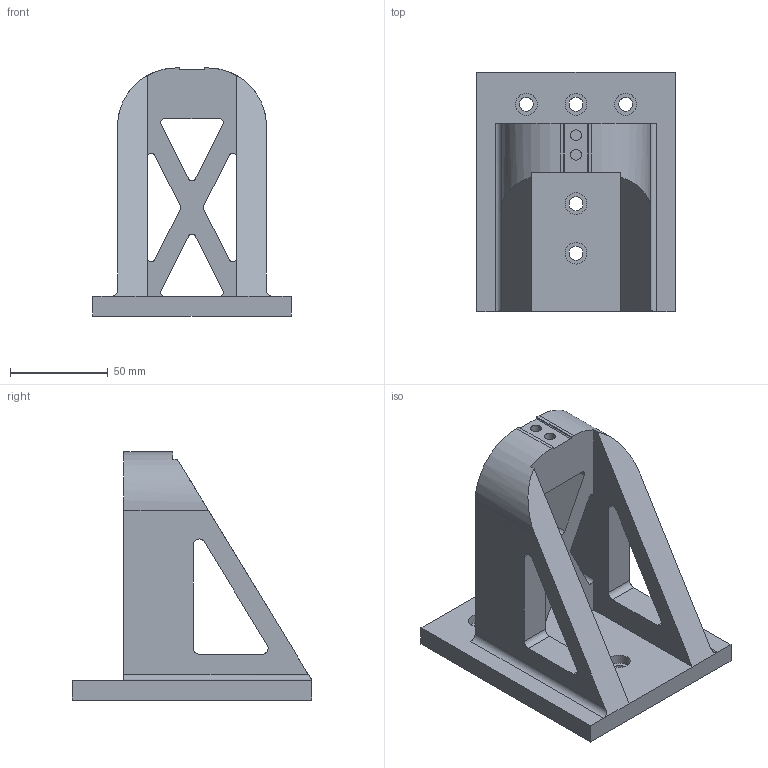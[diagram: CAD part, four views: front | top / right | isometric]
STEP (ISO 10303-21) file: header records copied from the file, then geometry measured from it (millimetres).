
FILE_DESCRIPTION(/* description */ ('STEP AP242 Edition 2','CAx-IF Rec.Pracs.---Representation and Presentation of Product Manufacturing Information (PMI)---4.0---2014-10-13','CAx-IF Rec.Pracs.---3D Tessellated Geometry---0.4---2014-09-14','2;1','CAx-IF Rec.Pracs.---User Defined Attributes---1.5---2016-08-15'),/* implementation_level */ '2;1');
FILE_NAME(/* name */ '6986a6f049af1872e859cd78',/* time_stamp */ '2026-02-07T02:44:00Z',/* author */ (''),/* organization */ (''),/* preprocessor_version */ 'ST-DEVELOPER v20',/* originating_system */ 'ONSHAPE BY PTC INC, 1.210',/* authorisation */ ' ');
FILE_SCHEMA (('AP242_MANAGED_MODEL_BASED_3D_ENGINEERING_MIM_LF { 1 0 10303 442 3 1 4 }'));
Length unit declared in the file: metre
Products named in the file (1): Load Cell Mount
Bounding box: 101.6 x 122.7 x 127 mm (x, y, z)
Volume: 362998.6 mm3; surface area: 74306.7 mm2
Topology: 1 solids, 1 shells, 77 faces, 212 edges, 140 vertices
Faces by surface type: plane 41, cylinder 36
Full cylindrical faces by diameter (mm): 5.6 x2, 7.137 x5, 11.125 x5
Entity records: 2474 total; most frequent: DIRECTION 430, CARTESIAN_POINT 418, ORIENTED_EDGE 400, EDGE_CURVE 200, AXIS2_PLACEMENT_3D 152, VERTEX_POINT 140, LINE 126, VECTOR 126
